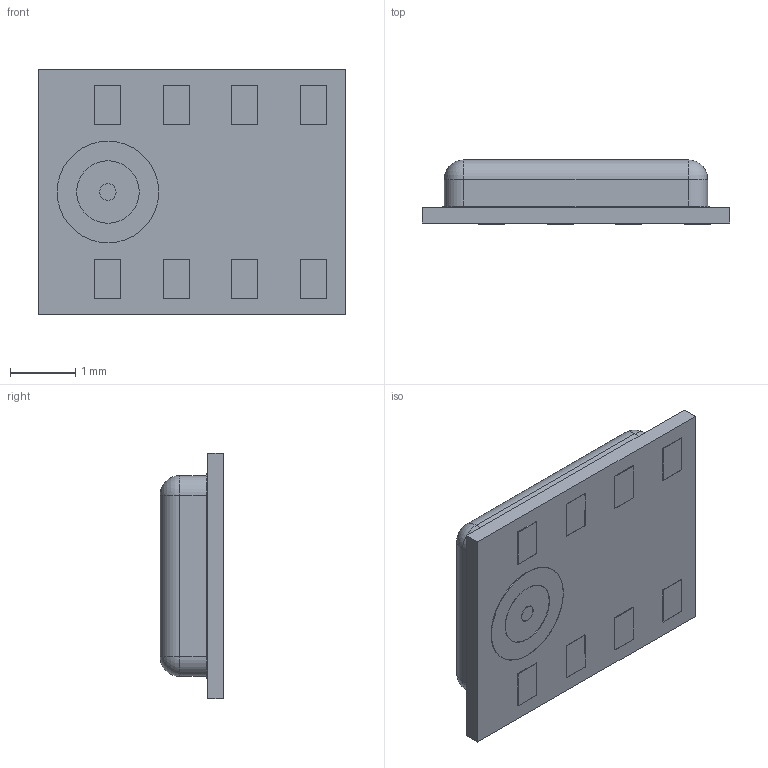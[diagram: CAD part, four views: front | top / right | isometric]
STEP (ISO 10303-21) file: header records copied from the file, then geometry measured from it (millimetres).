
FILE_DESCRIPTION (( 'STEP AP214' ), '1' );
FILE_NAME ('INMP441.STEP', '2022-03-01T09:29:43', ( 'ADMIN' ), ( '' ), 'SwSTEP 2.0', 'SolidWorks 2016', '' );
FILE_SCHEMA (( 'AUTOMOTIVE_DESIGN' ));
Length unit declared in the file: millimetre
Products named in the file (1): INMP441
Bounding box: 4.72 x 0.98 x 3.76 mm (x, y, z)
Volume: 13.1 mm3; surface area: 60.1 mm2
Topology: 23 solids, 23 shells, 220 faces, 472 edges, 308 vertices
Faces by surface type: plane 188, cylinder 26, sphere 4, bspline 2
Entity records: 6275 total; most frequent: CARTESIAN_POINT 1075, DIRECTION 954, ORIENTED_EDGE 936, EDGE_CURVE 468, LINE 412, VECTOR 412, VERTEX_POINT 308, AXIS2_PLACEMENT_3D 271
